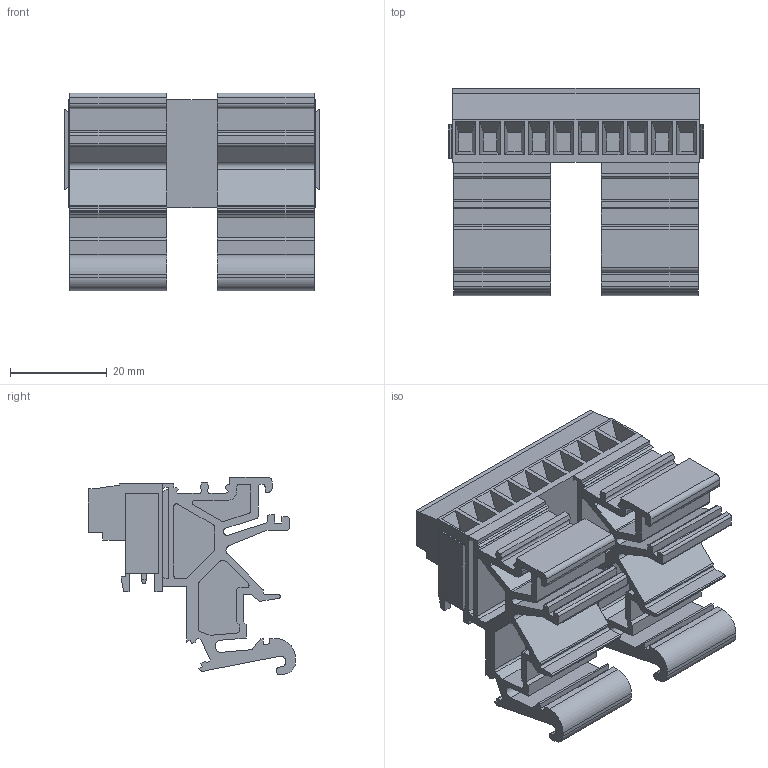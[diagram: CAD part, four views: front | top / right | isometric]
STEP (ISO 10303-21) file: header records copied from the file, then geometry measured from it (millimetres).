
FILE_DESCRIPTION(('CATIA V5 STEP Exchange','CAx-IF Rec.Pracs.--- Model Styling and Organization---1.2---2011-12-15'),'2;1');
FILE_NAME ('D1457443_0_1846160000_1846160000.stp','2018-11-23T06:56:35+00:00',('none'),('Weidmueller'),'CATIA Version 5-6 Release 2014','CATIA V5 STEP AP214','none');
FILE_SCHEMA(('AUTOMOTIVE_DESIGN { 1 0 10303 214 1 1 1 1 }'));
Length unit declared in the file: millimetre
Products named in the file (1): 1846160000
Bounding box: 52.8 x 42.75 x 40.82 mm (x, y, z)
Volume: 23722.3 mm3; surface area: 21608.3 mm2
Topology: 11 solids, 11 shells, 694 faces, 1936 edges, 1274 vertices
Faces by surface type: plane 548, cylinder 146
Entity records: 20018 total; most frequent: ORIENTED_EDGE 3872, CARTESIAN_POINT 3599, DIRECTION 2592, EDGE_CURVE 1936, VECTOR 1604, LINE 1604, VERTEX_POINT 1274, EDGE_LOOP 728
